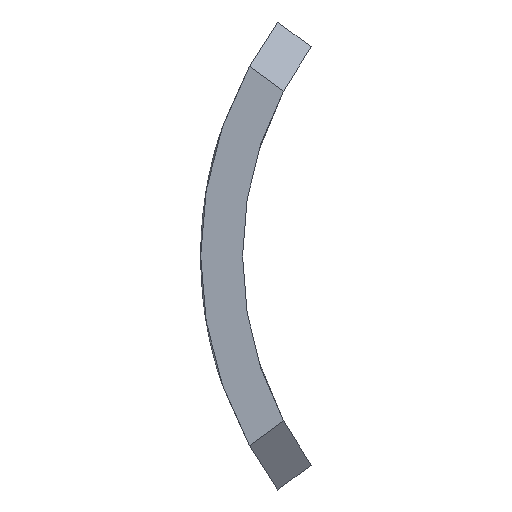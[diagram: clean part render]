
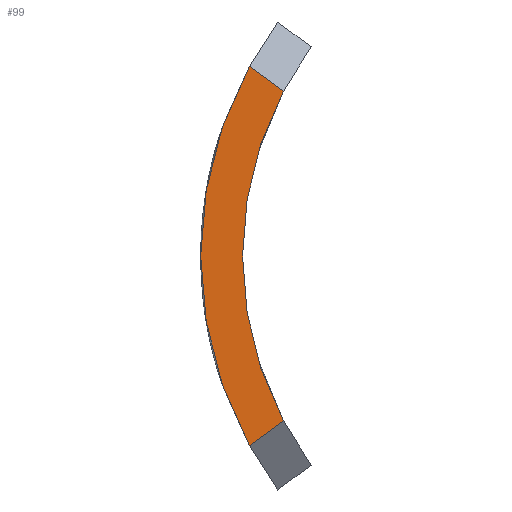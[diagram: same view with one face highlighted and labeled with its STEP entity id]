
A CAD part, left-side view. The second image highlights one B-rep face of the part: STEP entity #99.
In plain terms, the highlighted planar face has unit normal (-1, 0, 0).
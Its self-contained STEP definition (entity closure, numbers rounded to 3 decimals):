
#6 = ORIENTED_EDGE ( 'NONE', *, *, #467, .F. ) ;
#30 = CARTESIAN_POINT ( 'NONE',  ( 0., 0., 0. ) ) ;
#44 = DIRECTION ( 'NONE',  ( 0., 0., -1. ) ) ;
#57 = VECTOR ( 'NONE', #525, 1000. ) ;
#78 = VECTOR ( 'NONE', #171, 1000. ) ;
#94 = CARTESIAN_POINT ( 'NONE',  ( 0., 14.895, -7.877 ) ) ;
#99 = ADVANCED_FACE ( 'NONE', ( #814 ), #667, .F. ) ;
#132 = AXIS2_PLACEMENT_3D ( 'NONE', #30, #819, #225 ) ;
#138 = VERTEX_POINT ( 'NONE', #401 ) ;
#171 = DIRECTION ( 'NONE',  ( 0., 0.805, 0.593 ) ) ;
#198 = EDGE_LOOP ( 'NONE', ( #6, #925, #358, #874 ) ) ;
#225 = DIRECTION ( 'NONE',  ( 0., 0., -1. ) ) ;
#231 = EDGE_CURVE ( 'NONE', #837, #558, #489, .T. ) ;
#282 = VERTEX_POINT ( 'NONE', #648 ) ;
#316 = CARTESIAN_POINT ( 'NONE',  ( 0., 1.484, 2.012 ) ) ;
#328 = LINE ( 'NONE', #751, #78 ) ;
#358 = ORIENTED_EDGE ( 'NONE', *, *, #231, .T. ) ;
#401 = CARTESIAN_POINT ( 'NONE',  ( 0., 16.521, -9.076 ) ) ;
#460 = CARTESIAN_POINT ( 'NONE',  ( 0., 0., 0. ) ) ;
#467 = EDGE_CURVE ( 'NONE', #138, #282, #757, .T. ) ;
#489 = CIRCLE ( 'NONE', #505, 16.85 ) ;
#505 = AXIS2_PLACEMENT_3D ( 'NONE', #629, #691, #44 ) ;
#520 = EDGE_CURVE ( 'NONE', #558, #282, #328, .T. ) ;
#522 = DIRECTION ( 'NONE',  ( 0., 0., -1. ) ) ;
#525 = DIRECTION ( 'NONE',  ( 0., -0.805, 0.593 ) ) ;
#558 = VERTEX_POINT ( 'NONE', #920 ) ;
#592 = DIRECTION ( 'NONE',  ( 1., 0., 0. ) ) ;
#629 = CARTESIAN_POINT ( 'NONE',  ( 0., 0., 0. ) ) ;
#648 = CARTESIAN_POINT ( 'NONE',  ( 0., 16.521, 9.076 ) ) ;
#667 = PLANE ( 'NONE',  #695 ) ;
#691 = DIRECTION ( 'NONE',  ( 1., 0., 0. ) ) ;
#695 = AXIS2_PLACEMENT_3D ( 'NONE', #460, #592, #522 ) ;
#751 = CARTESIAN_POINT ( 'NONE',  ( 0., 16.655, 9.175 ) ) ;
#757 = CIRCLE ( 'NONE', #132, 18.85 ) ;
#814 = FACE_OUTER_BOUND ( 'NONE', #198, .T. ) ;
#819 = DIRECTION ( 'NONE',  ( 1., 0., 0. ) ) ;
#837 = VERTEX_POINT ( 'NONE', #94 ) ;
#841 = EDGE_CURVE ( 'NONE', #138, #837, #891, .T. ) ;
#874 = ORIENTED_EDGE ( 'NONE', *, *, #520, .T. ) ;
#891 = LINE ( 'NONE', #316, #57 ) ;
#920 = CARTESIAN_POINT ( 'NONE',  ( 0., 14.895, 7.877 ) ) ;
#925 = ORIENTED_EDGE ( 'NONE', *, *, #841, .T. ) ;
